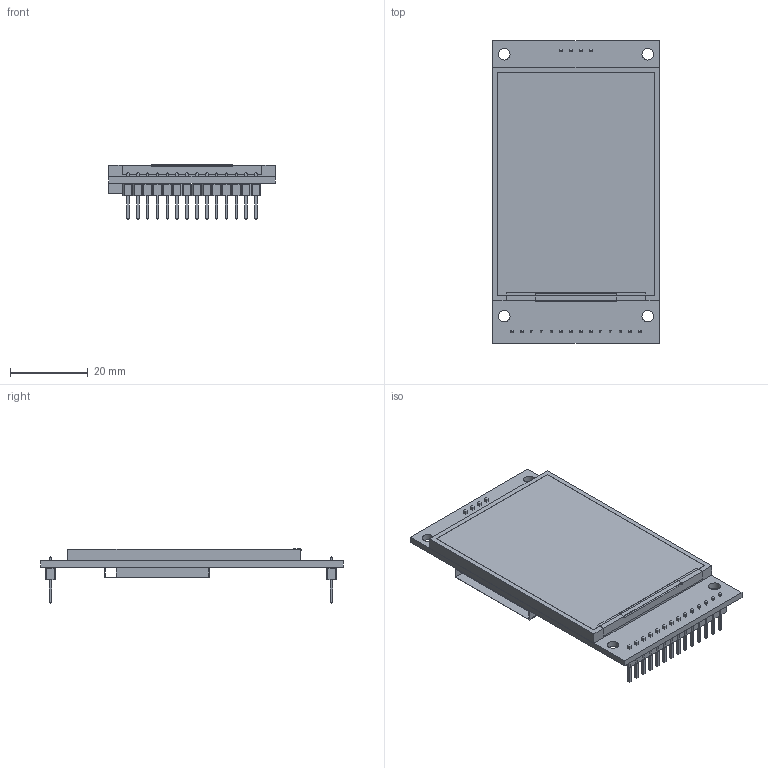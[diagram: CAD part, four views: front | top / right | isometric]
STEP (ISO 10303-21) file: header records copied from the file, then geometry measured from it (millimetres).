
FILE_DESCRIPTION(/* description */ (''),/* implementation_level */ '2;1');
FILE_NAME(/* name */ 'tft_dislpay_2p4_inch.step',/* time_stamp */ '2021-03-30T17:38:32+03:00',/* author */ (''),/* organization */ (''),/* preprocessor_version */ 'ST-DEVELOPER v18.1',/* originating_system */ 'Autodesk Translation Framework v9.10.0.1330',/* authorisation */ '');
FILE_SCHEMA (('AUTOMOTIVE_DESIGN { 1 0 10303 214 3 1 1 }'));
Length unit declared in the file: centimetre
Products named in the file (1): (Unsaved)
Bounding box: 43 x 78 x 14 mm (x, y, z)
Volume: 13822.5 mm3; surface area: 21833.8 mm2
Topology: 53 solids, 53 shells, 634 faces, 1441 edges, 890 vertices
Faces by surface type: plane 552, cylinder 60, sphere 22
Full cylindrical faces by diameter (mm): 3 x4
Entity records: 17220 total; most frequent: CARTESIAN_POINT 2944, DIRECTION 2853, ORIENTED_EDGE 2838, EDGE_CURVE 1419, LINE 1255, VECTOR 1255, VERTEX_POINT 890, AXIS2_PLACEMENT_3D 799
